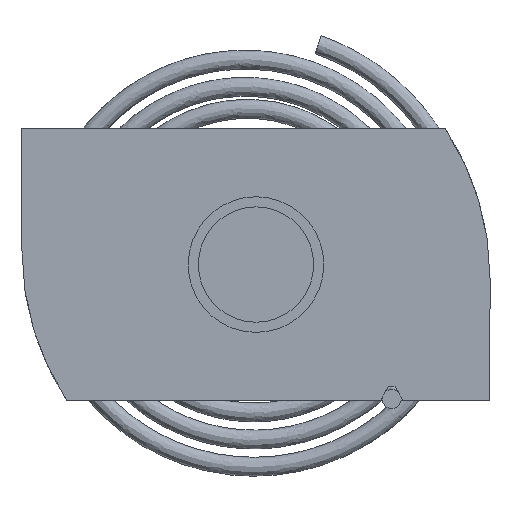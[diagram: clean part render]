
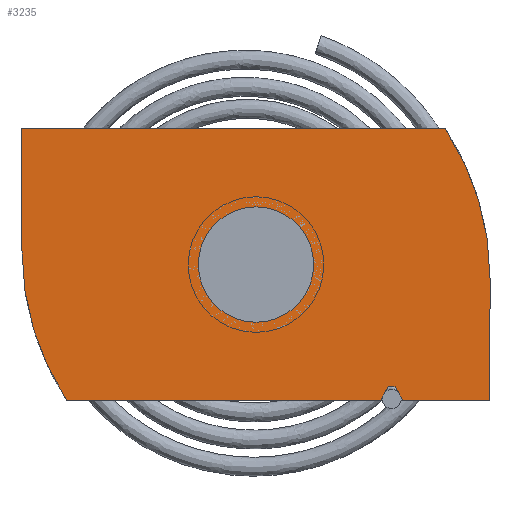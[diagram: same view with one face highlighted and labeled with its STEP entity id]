
A CAD part, front view. The second image highlights one B-rep face of the part: STEP entity #3235.
In plain terms, the highlighted planar face has unit normal (0, -1, 0).
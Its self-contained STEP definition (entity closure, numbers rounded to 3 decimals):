
#2 = CARTESIAN_POINT ( 'NONE',  ( -13.953, 0., -10. ) ) ;
#3 = VERTEX_POINT ( 'NONE', #3203 ) ;
#23 = ORIENTED_EDGE ( 'NONE', *, *, #3195, .T. ) ;
#55 = CARTESIAN_POINT ( 'NONE',  ( -13.953, 0., -10. ) ) ;
#66 = DIRECTION ( 'NONE',  ( -1., 0., 0. ) ) ;
#90 = VERTEX_POINT ( 'NONE', #2684 ) ;
#97 = VERTEX_POINT ( 'NONE', #2695 ) ;
#191 = DIRECTION ( 'NONE',  ( 0., 0., -1. ) ) ;
#228 = LINE ( 'NONE', #995, #5555 ) ;
#236 = VECTOR ( 'NONE', #4851, 1000. ) ;
#260 = CARTESIAN_POINT ( 'NONE',  ( 13.953, 0., 10. ) ) ;
#316 = EDGE_CURVE ( 'NONE', #2205, #413, #3648, .T. ) ;
#349 = CARTESIAN_POINT ( 'NONE',  ( 9.173, 0., -10. ) ) ;
#375 = AXIS2_PLACEMENT_3D ( 'NONE', #693, #4775, #191 ) ;
#413 = VERTEX_POINT ( 'NONE', #2 ) ;
#492 = CARTESIAN_POINT ( 'NONE',  ( -17.25, 0., 1. ) ) ;
#637 = LINE ( 'NONE', #759, #5936 ) ;
#693 = CARTESIAN_POINT ( 'NONE',  ( 2.75, 0., 1. ) ) ;
#723 = VECTOR ( 'NONE', #4797, 1000. ) ;
#745 = EDGE_CURVE ( 'NONE', #1557, #97, #3480, .T. ) ;
#759 = CARTESIAN_POINT ( 'NONE',  ( 17.25, 0., -1. ) ) ;
#790 = VERTEX_POINT ( 'NONE', #3528 ) ;
#797 = LINE ( 'NONE', #4204, #6082 ) ;
#813 = CIRCLE ( 'NONE', #6197, 4.25 ) ;
#919 = VERTEX_POINT ( 'NONE', #4211 ) ;
#990 = ORIENTED_EDGE ( 'NONE', *, *, #1309, .F. ) ;
#995 = CARTESIAN_POINT ( 'NONE',  ( -17.25, 0., 10. ) ) ;
#1207 = CARTESIAN_POINT ( 'NONE',  ( 10.25, 0., -9. ) ) ;
#1252 = CARTESIAN_POINT ( 'NONE',  ( 9.75, 0., -9. ) ) ;
#1294 = DIRECTION ( 'NONE',  ( 1., 0., 0. ) ) ;
#1309 = EDGE_CURVE ( 'NONE', #413, #2821, #2644, .T. ) ;
#1515 = DIRECTION ( 'NONE',  ( 0., 0., 1. ) ) ;
#1557 = VERTEX_POINT ( 'NONE', #260 ) ;
#1645 = ORIENTED_EDGE ( 'NONE', *, *, #3378, .T. ) ;
#1778 = LINE ( 'NONE', #1207, #723 ) ;
#1804 = DIRECTION ( 'NONE',  ( 0., 0., -1. ) ) ;
#2018 = EDGE_CURVE ( 'NONE', #3, #6119, #5083, .T. ) ;
#2136 = EDGE_LOOP ( 'NONE', ( #3349, #5511, #3710, #4278, #2344, #3731, #990, #2208, #1645, #23 ) ) ;
#2189 = ORIENTED_EDGE ( 'NONE', *, *, #4066, .T. ) ;
#2205 = VERTEX_POINT ( 'NONE', #349 ) ;
#2208 = ORIENTED_EDGE ( 'NONE', *, *, #316, .F. ) ;
#2305 = DIRECTION ( 'NONE',  ( 0., 1., 0. ) ) ;
#2344 = ORIENTED_EDGE ( 'NONE', *, *, #4022, .F. ) ;
#2438 = VECTOR ( 'NONE', #66, 1000. ) ;
#2468 = AXIS2_PLACEMENT_3D ( 'NONE', #3445, #3489, #3507 ) ;
#2541 = DIRECTION ( 'NONE',  ( -1., 0., 0. ) ) ;
#2644 = CIRCLE ( 'NONE', #3515, 20. ) ;
#2684 = CARTESIAN_POINT ( 'NONE',  ( 17.25, 0., -10. ) ) ;
#2695 = CARTESIAN_POINT ( 'NONE',  ( 17.25, 0., -1. ) ) ;
#2788 = VECTOR ( 'NONE', #2541, 1000. ) ;
#2798 = LINE ( 'NONE', #1252, #236 ) ;
#2821 = VERTEX_POINT ( 'NONE', #492 ) ;
#2835 = CARTESIAN_POINT ( 'NONE',  ( 0., 0., 0. ) ) ;
#2873 = CARTESIAN_POINT ( 'NONE',  ( 0., 0., 0. ) ) ;
#2901 = VERTEX_POINT ( 'NONE', #5625 ) ;
#3063 = CARTESIAN_POINT ( 'NONE',  ( 0., 0., 4.25 ) ) ;
#3137 = FACE_OUTER_BOUND ( 'NONE', #2136, .T. ) ;
#3195 = EDGE_CURVE ( 'NONE', #2901, #5422, #1778, .T. ) ;
#3198 = CARTESIAN_POINT ( 'NONE',  ( 10.25, 0., -9. ) ) ;
#3203 = CARTESIAN_POINT ( 'NONE',  ( 0., 0., -4.25 ) ) ;
#3235 = ADVANCED_FACE ( 'NONE', ( #3137, #4337 ), #5831, .T. ) ;
#3246 = ORIENTED_EDGE ( 'NONE', *, *, #2018, .T. ) ;
#3349 = ORIENTED_EDGE ( 'NONE', *, *, #6608, .T. ) ;
#3366 = DIRECTION ( 'NONE',  ( 0., 0., 1. ) ) ;
#3378 = EDGE_CURVE ( 'NONE', #2205, #2901, #2798, .T. ) ;
#3407 = DIRECTION ( 'NONE',  ( 0., 0., 1. ) ) ;
#3445 = CARTESIAN_POINT ( 'NONE',  ( -2.75, 0., -1. ) ) ;
#3480 = CIRCLE ( 'NONE', #2468, 20. ) ;
#3489 = DIRECTION ( 'NONE',  ( 0., 1., 0. ) ) ;
#3507 = DIRECTION ( 'NONE',  ( 0., 0., -1. ) ) ;
#3515 = AXIS2_PLACEMENT_3D ( 'NONE', #5397, #2305, #5893 ) ;
#3528 = CARTESIAN_POINT ( 'NONE',  ( -17.25, 0., 10. ) ) ;
#3648 = LINE ( 'NONE', #55, #2438 ) ;
#3710 = ORIENTED_EDGE ( 'NONE', *, *, #3984, .F. ) ;
#3731 = ORIENTED_EDGE ( 'NONE', *, *, #6029, .F. ) ;
#3984 = EDGE_CURVE ( 'NONE', #97, #90, #637, .T. ) ;
#4022 = EDGE_CURVE ( 'NONE', #790, #1557, #6243, .T. ) ;
#4066 = EDGE_CURVE ( 'NONE', #6119, #3, #813, .T. ) ;
#4204 = CARTESIAN_POINT ( 'NONE',  ( 10.827, 0., -10. ) ) ;
#4211 = CARTESIAN_POINT ( 'NONE',  ( 10.827, 0., -10. ) ) ;
#4278 = ORIENTED_EDGE ( 'NONE', *, *, #745, .F. ) ;
#4337 = FACE_BOUND ( 'NONE', #6042, .T. ) ;
#4413 = AXIS2_PLACEMENT_3D ( 'NONE', #2873, #6442, #3407 ) ;
#4775 = DIRECTION ( 'NONE',  ( 0., -1., 0. ) ) ;
#4797 = DIRECTION ( 'NONE',  ( 1., 0., 0. ) ) ;
#4851 = DIRECTION ( 'NONE',  ( 0.5, 0., 0.866 ) ) ;
#4869 = CARTESIAN_POINT ( 'NONE',  ( -17.25, 0., 10. ) ) ;
#4917 = VECTOR ( 'NONE', #1294, 1000. ) ;
#5083 = CIRCLE ( 'NONE', #4413, 4.25 ) ;
#5119 = CARTESIAN_POINT ( 'NONE',  ( -13.953, 0., -10. ) ) ;
#5397 = CARTESIAN_POINT ( 'NONE',  ( 2.75, 0., 1. ) ) ;
#5422 = VERTEX_POINT ( 'NONE', #3198 ) ;
#5511 = ORIENTED_EDGE ( 'NONE', *, *, #6064, .F. ) ;
#5555 = VECTOR ( 'NONE', #1515, 1000. ) ;
#5625 = CARTESIAN_POINT ( 'NONE',  ( 9.75, 0., -9. ) ) ;
#5754 = DIRECTION ( 'NONE',  ( 0.5, 0., -0.866 ) ) ;
#5831 = PLANE ( 'NONE',  #375 ) ;
#5893 = DIRECTION ( 'NONE',  ( 0., 0., -1. ) ) ;
#5936 = VECTOR ( 'NONE', #1804, 1000. ) ;
#6012 = LINE ( 'NONE', #5119, #2788 ) ;
#6029 = EDGE_CURVE ( 'NONE', #2821, #790, #228, .T. ) ;
#6042 = EDGE_LOOP ( 'NONE', ( #2189, #3246 ) ) ;
#6064 = EDGE_CURVE ( 'NONE', #90, #919, #6012, .T. ) ;
#6082 = VECTOR ( 'NONE', #5754, 1000. ) ;
#6119 = VERTEX_POINT ( 'NONE', #3063 ) ;
#6197 = AXIS2_PLACEMENT_3D ( 'NONE', #2835, #6404, #3366 ) ;
#6243 = LINE ( 'NONE', #4869, #4917 ) ;
#6404 = DIRECTION ( 'NONE',  ( 0., 1., 0. ) ) ;
#6442 = DIRECTION ( 'NONE',  ( 0., 1., 0. ) ) ;
#6608 = EDGE_CURVE ( 'NONE', #5422, #919, #797, .T. ) ;
